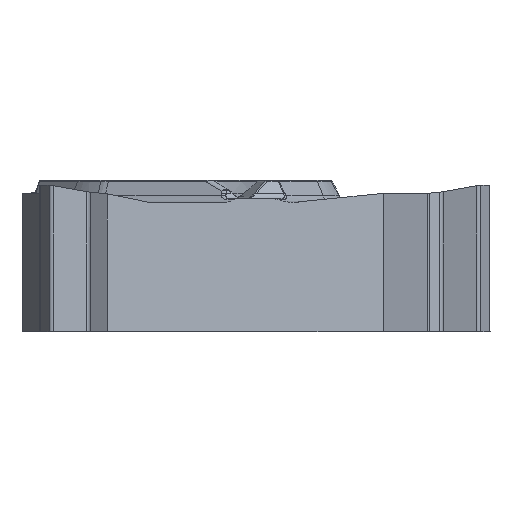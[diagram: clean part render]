
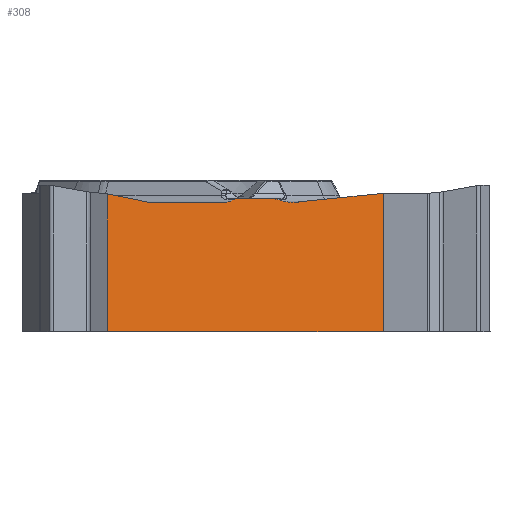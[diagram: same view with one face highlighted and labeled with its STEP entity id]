
A CAD part, front view. The second image highlights one B-rep face of the part: STEP entity #308.
In plain terms, the highlighted planar face has unit normal (0.5, -0.866, 0).
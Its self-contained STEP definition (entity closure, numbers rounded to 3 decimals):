
#308=ADVANCED_FACE('',(#569),#464,.F.);
#464=PLANE('',#3718);
#569=FACE_OUTER_BOUND('',#792,.T.);
#792=EDGE_LOOP('',(#1521,#1522,#1523,#1524,#1525,#1526,#1527,#1528,#1529,
#1530,#1531,#1532,#1533,#1534));
#991=CIRCLE('',#3717,0.32);
#1100=ELLIPSE('',#3713,0.64,0.32);
#1101=ELLIPSE('',#3714,0.3,0.15);
#1102=ELLIPSE('',#3715,0.177,0.15);
#1103=ELLIPSE('',#3716,0.377,0.32);
#1521=ORIENTED_EDGE('',*,*,#2725,.T.);
#1522=ORIENTED_EDGE('',*,*,#2726,.T.);
#1523=ORIENTED_EDGE('',*,*,#2727,.T.);
#1524=ORIENTED_EDGE('',*,*,#2728,.F.);
#1525=ORIENTED_EDGE('',*,*,#2729,.T.);
#1526=ORIENTED_EDGE('',*,*,#2730,.T.);
#1527=ORIENTED_EDGE('',*,*,#2731,.F.);
#1528=ORIENTED_EDGE('',*,*,#2732,.F.);
#1529=ORIENTED_EDGE('',*,*,#2568,.F.);
#1530=ORIENTED_EDGE('',*,*,#2733,.F.);
#1531=ORIENTED_EDGE('',*,*,#2734,.T.);
#1532=ORIENTED_EDGE('',*,*,#2735,.T.);
#1533=ORIENTED_EDGE('',*,*,#2736,.T.);
#1534=ORIENTED_EDGE('',*,*,#2737,.F.);
#2248=VERTEX_POINT('',#5178);
#2249=VERTEX_POINT('',#5180);
#2341=VERTEX_POINT('',#6258);
#2342=VERTEX_POINT('',#6259);
#2343=VERTEX_POINT('',#6261);
#2344=VERTEX_POINT('',#6263);
#2345=VERTEX_POINT('',#6265);
#2346=VERTEX_POINT('',#6267);
#2347=VERTEX_POINT('',#6269);
#2348=VERTEX_POINT('',#6277);
#2349=VERTEX_POINT('',#6280);
#2350=VERTEX_POINT('',#6282);
#2351=VERTEX_POINT('',#6284);
#2352=VERTEX_POINT('',#6286);
#2568=EDGE_CURVE('',#2248,#2249,#3060,.T.);
#2725=EDGE_CURVE('',#2341,#2342,#3105,.T.);
#2726=EDGE_CURVE('',#2342,#2343,#3106,.T.);
#2727=EDGE_CURVE('',#2343,#2344,#3107,.T.);
#2728=EDGE_CURVE('',#2345,#2344,#3108,.T.);
#2729=EDGE_CURVE('',#2345,#2346,#1100,.T.);
#2730=EDGE_CURVE('',#2346,#2347,#3109,.T.);
#2731=EDGE_CURVE('',#2348,#2347,#3500,.T.);
#2732=EDGE_CURVE('',#2249,#2348,#1101,.T.);
#2733=EDGE_CURVE('',#2349,#2248,#1102,.T.);
#2734=EDGE_CURVE('',#2349,#2350,#1103,.T.);
#2735=EDGE_CURVE('',#2350,#2351,#3110,.T.);
#2736=EDGE_CURVE('',#2351,#2352,#991,.T.);
#2737=EDGE_CURVE('',#2341,#2352,#3111,.T.);
#3060=LINE('',#5179,#3263);
#3105=LINE('',#6257,#3309);
#3106=LINE('',#6260,#3310);
#3107=LINE('',#6262,#3311);
#3108=LINE('',#6264,#3312);
#3109=LINE('',#6268,#3313);
#3110=LINE('',#6283,#3314);
#3111=LINE('',#6287,#3315);
#3263=VECTOR('',#4038,1.);
#3309=VECTOR('',#4270,1.);
#3310=VECTOR('',#4271,1.);
#3311=VECTOR('',#4272,1.);
#3312=VECTOR('',#4273,1.);
#3313=VECTOR('',#4276,1.);
#3314=VECTOR('',#4283,1.);
#3315=VECTOR('',#4286,1.);
#3500=B_SPLINE_CURVE_WITH_KNOTS('',3,(#6270,#6271,#6272,#6273,#6274,#6275,
#6276),.UNSPECIFIED.,.F.,.F.,(4,3,4),(0.,0.503,1.),
 .UNSPECIFIED.);
#3713=AXIS2_PLACEMENT_3D('',#6266,#4274,#4275);
#3714=AXIS2_PLACEMENT_3D('',#6278,#4277,#4278);
#3715=AXIS2_PLACEMENT_3D('',#6279,#4279,#4280);
#3716=AXIS2_PLACEMENT_3D('',#6281,#4281,#4282);
#3717=AXIS2_PLACEMENT_3D('',#6285,#4284,#4285);
#3718=AXIS2_PLACEMENT_3D('',#6288,#4287,#4288);
#4038=DIRECTION('',(0.866,0.5,0.));
#4270=DIRECTION('',(0.,0.,-1.));
#4271=DIRECTION('',(0.866,0.5,0.));
#4272=DIRECTION('',(0.,0.,1.));
#4273=DIRECTION('',(0.863,0.498,0.088));
#4274=DIRECTION('',(-0.5,0.866,0.));
#4275=DIRECTION('',(0.866,0.5,0.));
#4276=DIRECTION('',(-0.866,-0.5,0.));
#4277=DIRECTION('',(-0.5,0.866,0.));
#4278=DIRECTION('',(-0.866,-0.5,0.));
#4279=DIRECTION('',(-0.5,0.866,0.));
#4280=DIRECTION('',(0.866,0.5,0.));
#4281=DIRECTION('',(-0.5,0.866,0.));
#4282=DIRECTION('',(0.866,0.5,0.));
#4283=DIRECTION('',(-0.866,-0.5,0.));
#4284=DIRECTION('',(-0.5,0.866,0.));
#4285=DIRECTION('',(0.,0.,-1.));
#4286=DIRECTION('',(0.853,0.492,-0.174));
#4287=DIRECTION('',(-0.5,0.866,0.));
#4288=DIRECTION('',(0.,0.,-1.));
#5178=CARTESIAN_POINT('',(1.04,-4.899,-0.37));
#5179=CARTESIAN_POINT('',(5.129,-2.538,-0.37));
#5180=CARTESIAN_POINT('',(2.07,-4.304,-0.37));
#6257=CARTESIAN_POINT('',(-2.445,-6.911,0.));
#6258=CARTESIAN_POINT('',(-2.445,-6.911,-0.234));
#6259=CARTESIAN_POINT('',(-2.445,-6.911,-3.97));
#6260=CARTESIAN_POINT('',(-0.367,-5.711,-3.97));
#6261=CARTESIAN_POINT('',(5.039,-2.59,-3.97));
#6262=CARTESIAN_POINT('',(5.039,-2.59,0.));
#6263=CARTESIAN_POINT('',(5.039,-2.59,-0.219));
#6264=CARTESIAN_POINT('',(-0.308,-5.677,-0.763));
#6265=CARTESIAN_POINT('',(2.718,-3.93,-0.455));
#6266=CARTESIAN_POINT('',(2.622,-3.986,-0.14));
#6267=CARTESIAN_POINT('',(2.622,-3.986,-0.46));
#6268=CARTESIAN_POINT('',(-0.367,-5.711,-0.46));
#6269=CARTESIAN_POINT('',(2.541,-4.032,-0.46));
#6270=CARTESIAN_POINT('',(2.225,-4.215,-0.4));
#6271=CARTESIAN_POINT('',(2.275,-4.186,-0.421));
#6272=CARTESIAN_POINT('',(2.328,-4.155,-0.436));
#6273=CARTESIAN_POINT('',(2.381,-4.124,-0.446));
#6274=CARTESIAN_POINT('',(2.434,-4.094,-0.455));
#6275=CARTESIAN_POINT('',(2.487,-4.063,-0.46));
#6276=CARTESIAN_POINT('',(2.541,-4.032,-0.46));
#6277=CARTESIAN_POINT('',(2.225,-4.215,-0.4));
#6278=CARTESIAN_POINT('',(2.07,-4.304,-0.52));
#6279=CARTESIAN_POINT('',(1.04,-4.899,-0.52));
#6280=CARTESIAN_POINT('',(0.95,-4.951,-0.399));
#6281=CARTESIAN_POINT('',(0.757,-5.062,-0.14));
#6282=CARTESIAN_POINT('',(0.757,-5.062,-0.46));
#6283=CARTESIAN_POINT('',(5.129,-2.538,-0.46));
#6284=CARTESIAN_POINT('',(-1.311,-6.256,-0.46));
#6285=CARTESIAN_POINT('',(-1.311,-6.256,-0.14));
#6286=CARTESIAN_POINT('',(-1.359,-6.284,-0.455));
#6287=CARTESIAN_POINT('',(4.866,-2.69,-1.723));
#6288=CARTESIAN_POINT('',(-0.367,-5.711,0.));
